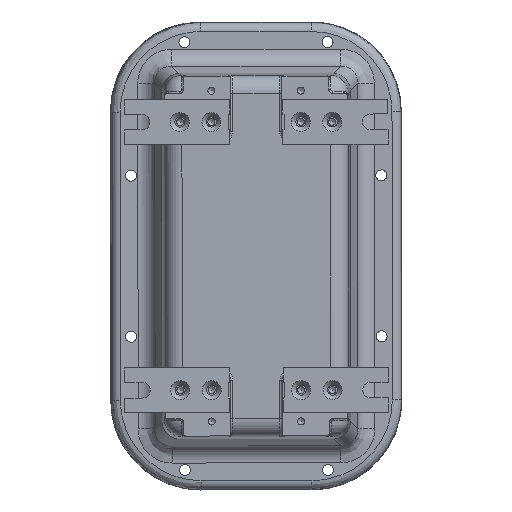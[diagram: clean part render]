
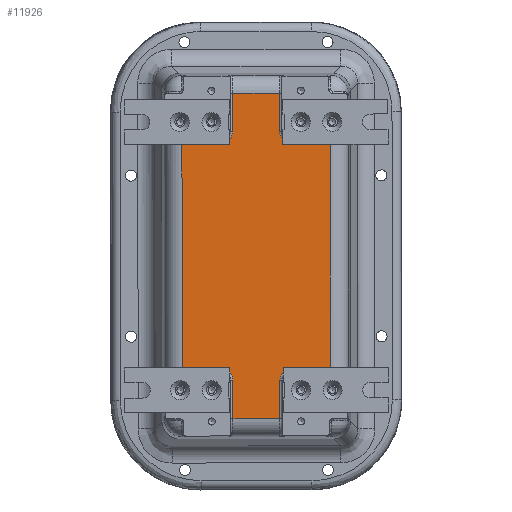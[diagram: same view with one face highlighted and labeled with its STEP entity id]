
A CAD part, front view. The second image highlights one B-rep face of the part: STEP entity #11926.
In plain terms, the highlighted planar face has unit normal (0, -1, 0).
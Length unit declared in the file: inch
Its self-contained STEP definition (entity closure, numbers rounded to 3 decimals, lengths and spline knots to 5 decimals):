
#759=LINE('',#21306,#1631);
#760=LINE('',#21315,#1632);
#761=LINE('',#21394,#1633);
#762=LINE('',#21397,#1634);
#763=LINE('',#21399,#1635);
#764=LINE('',#21403,#1636);
#765=LINE('',#21404,#1637);
#766=LINE('',#21406,#1638);
#767=LINE('',#21410,#1639);
#768=LINE('',#21412,#1640);
#769=LINE('',#21414,#1641);
#770=LINE('',#21417,#1642);
#1631=VECTOR('',#14675,0.3937);
#1632=VECTOR('',#14688,0.3937);
#1633=VECTOR('',#14697,0.3937);
#1634=VECTOR('',#14702,0.3937);
#1635=VECTOR('',#14703,0.3937);
#1636=VECTOR('',#14706,0.3937);
#1637=VECTOR('',#14707,0.3937);
#1638=VECTOR('',#14708,0.3937);
#1639=VECTOR('',#14711,0.3937);
#1640=VECTOR('',#14712,0.3937);
#1641=VECTOR('',#14713,0.3937);
#1642=VECTOR('',#14716,0.3937);
#2179=PLANE('',#12833);
#3517=FACE_OUTER_BOUND('',#4318,.T.);
#4318=EDGE_LOOP('',(#9741,#9742,#9743,#9744,#9745,#9746,#9747,#9748,#9749,
#9750,#9751,#9752,#9753,#9754,#9755,#9756));
#4922=CIRCLE('',#12825,0.3125);
#4927=CIRCLE('',#12834,0.3125);
#4928=CIRCLE('',#12835,0.3125);
#4929=CIRCLE('',#12836,0.3125);
#5714=VERTEX_POINT('',#21011);
#5722=VERTEX_POINT('',#21238);
#5725=VERTEX_POINT('',#21296);
#5727=VERTEX_POINT('',#21302);
#5729=VERTEX_POINT('',#21308);
#5730=VERTEX_POINT('',#21313);
#5732=VERTEX_POINT('',#21393);
#5733=VERTEX_POINT('',#21398);
#5734=VERTEX_POINT('',#21400);
#5735=VERTEX_POINT('',#21402);
#5736=VERTEX_POINT('',#21405);
#5737=VERTEX_POINT('',#21407);
#5738=VERTEX_POINT('',#21409);
#5739=VERTEX_POINT('',#21411);
#5740=VERTEX_POINT('',#21413);
#5741=VERTEX_POINT('',#21415);
#7162=EDGE_CURVE('',#5725,#5727,#759,.T.);
#7165=EDGE_CURVE('',#5727,#5729,#4922,.T.);
#7167=EDGE_CURVE('',#5729,#5730,#760,.T.);
#7171=EDGE_CURVE('',#5730,#5732,#761,.T.);
#7173=EDGE_CURVE('',#5714,#5725,#762,.T.);
#7174=EDGE_CURVE('',#5733,#5714,#763,.T.);
#7175=EDGE_CURVE('',#5734,#5733,#4927,.T.);
#7176=EDGE_CURVE('',#5735,#5734,#764,.T.);
#7177=EDGE_CURVE('',#5722,#5735,#765,.T.);
#7178=EDGE_CURVE('',#5736,#5722,#766,.T.);
#7179=EDGE_CURVE('',#5737,#5736,#4928,.T.);
#7180=EDGE_CURVE('',#5738,#5737,#767,.T.);
#7181=EDGE_CURVE('',#5739,#5738,#768,.T.);
#7182=EDGE_CURVE('',#5740,#5739,#769,.T.);
#7183=EDGE_CURVE('',#5741,#5740,#4929,.T.);
#7184=EDGE_CURVE('',#5732,#5741,#770,.T.);
#9741=ORIENTED_EDGE('',*,*,#7167,.F.);
#9742=ORIENTED_EDGE('',*,*,#7165,.F.);
#9743=ORIENTED_EDGE('',*,*,#7162,.F.);
#9744=ORIENTED_EDGE('',*,*,#7173,.F.);
#9745=ORIENTED_EDGE('',*,*,#7174,.F.);
#9746=ORIENTED_EDGE('',*,*,#7175,.F.);
#9747=ORIENTED_EDGE('',*,*,#7176,.F.);
#9748=ORIENTED_EDGE('',*,*,#7177,.F.);
#9749=ORIENTED_EDGE('',*,*,#7178,.F.);
#9750=ORIENTED_EDGE('',*,*,#7179,.F.);
#9751=ORIENTED_EDGE('',*,*,#7180,.F.);
#9752=ORIENTED_EDGE('',*,*,#7181,.F.);
#9753=ORIENTED_EDGE('',*,*,#7182,.F.);
#9754=ORIENTED_EDGE('',*,*,#7183,.F.);
#9755=ORIENTED_EDGE('',*,*,#7184,.F.);
#9756=ORIENTED_EDGE('',*,*,#7171,.F.);
#11926=ADVANCED_FACE('',(#3517),#2179,.T.);
#12825=AXIS2_PLACEMENT_3D('',#21311,#14682,#14683);
#12833=AXIS2_PLACEMENT_3D('',#21396,#14700,#14701);
#12834=AXIS2_PLACEMENT_3D('',#21401,#14704,#14705);
#12835=AXIS2_PLACEMENT_3D('',#21408,#14709,#14710);
#12836=AXIS2_PLACEMENT_3D('',#21416,#14714,#14715);
#14675=DIRECTION('',(0.,0.,1.));
#14682=DIRECTION('center_axis',(0.,-1.,0.));
#14683=DIRECTION('ref_axis',(0.707,0.,0.707));
#14688=DIRECTION('',(-1.,0.,0.));
#14697=DIRECTION('',(0.,0.,1.));
#14700=DIRECTION('center_axis',(0.,-1.,0.));
#14701=DIRECTION('ref_axis',(0.,0.,-1.));
#14702=DIRECTION('',(-1.,0.,0.));
#14703=DIRECTION('',(0.,0.,-1.));
#14704=DIRECTION('center_axis',(0.,-1.,0.));
#14705=DIRECTION('ref_axis',(-0.707,0.,0.707));
#14706=DIRECTION('',(-1.,0.,0.));
#14707=DIRECTION('',(0.,0.,-1.));
#14708=DIRECTION('',(1.,0.,0.));
#14709=DIRECTION('center_axis',(0.,-1.,0.));
#14710=DIRECTION('ref_axis',(-0.707,0.,-0.707));
#14711=DIRECTION('',(0.,0.,-1.));
#14712=DIRECTION('',(1.,0.,0.));
#14713=DIRECTION('',(0.,0.,1.));
#14714=DIRECTION('center_axis',(0.,-1.,0.));
#14715=DIRECTION('ref_axis',(0.707,0.,-0.707));
#14716=DIRECTION('',(1.,0.,0.));
#21011=CARTESIAN_POINT('',(0.65625,-3.78125,-4.54917));
#21238=CARTESIAN_POINT('',(2.07261,-3.78125,3.16406));
#21296=CARTESIAN_POINT('',(-0.65625,-3.78125,-4.54917));
#21302=CARTESIAN_POINT('',(-0.65625,-3.78125,-3.47656));
#21306=CARTESIAN_POINT('',(-0.65625,-3.78125,-1.61328));
#21308=CARTESIAN_POINT('',(-0.96875,-3.78125,-3.16406));
#21311=CARTESIAN_POINT('Origin',(-0.96875,-3.78125,-3.47656));
#21313=CARTESIAN_POINT('',(-2.07261,-3.78125,-3.16406));
#21315=CARTESIAN_POINT('',(-1.34375,-3.78125,-3.16406));
#21393=CARTESIAN_POINT('',(-2.07261,-3.78125,3.16406));
#21394=CARTESIAN_POINT('',(-2.07261,-3.78125,-2.58203));
#21396=CARTESIAN_POINT('Origin',(0.,-3.78125,0.));
#21397=CARTESIAN_POINT('',(1.34375,-3.78125,-4.54917));
#21398=CARTESIAN_POINT('',(0.65625,-3.78125,-3.47656));
#21399=CARTESIAN_POINT('',(0.65625,-3.78125,-1.61328));
#21400=CARTESIAN_POINT('',(0.96875,-3.78125,-3.16406));
#21401=CARTESIAN_POINT('Origin',(0.96875,-3.78125,-3.47656));
#21402=CARTESIAN_POINT('',(2.07261,-3.78125,-3.16406));
#21403=CARTESIAN_POINT('',(1.34375,-3.78125,-3.16406));
#21404=CARTESIAN_POINT('',(2.07261,-3.78125,2.58203));
#21405=CARTESIAN_POINT('',(0.96875,-3.78125,3.16406));
#21406=CARTESIAN_POINT('',(1.34375,-3.78125,3.16406));
#21407=CARTESIAN_POINT('',(0.65625,-3.78125,3.47656));
#21408=CARTESIAN_POINT('Origin',(0.96875,-3.78125,3.47656));
#21409=CARTESIAN_POINT('',(0.65625,-3.78125,4.54917));
#21410=CARTESIAN_POINT('',(0.65625,-3.78125,1.61328));
#21411=CARTESIAN_POINT('',(-0.65625,-3.78125,4.54917));
#21412=CARTESIAN_POINT('',(-2.03125,-3.78125,4.54917));
#21413=CARTESIAN_POINT('',(-0.65625,-3.78125,3.47656));
#21414=CARTESIAN_POINT('',(-0.65625,-3.78125,1.61328));
#21415=CARTESIAN_POINT('',(-0.96875,-3.78125,3.16406));
#21416=CARTESIAN_POINT('Origin',(-0.96875,-3.78125,3.47656));
#21417=CARTESIAN_POINT('',(-1.34375,-3.78125,3.16406));
